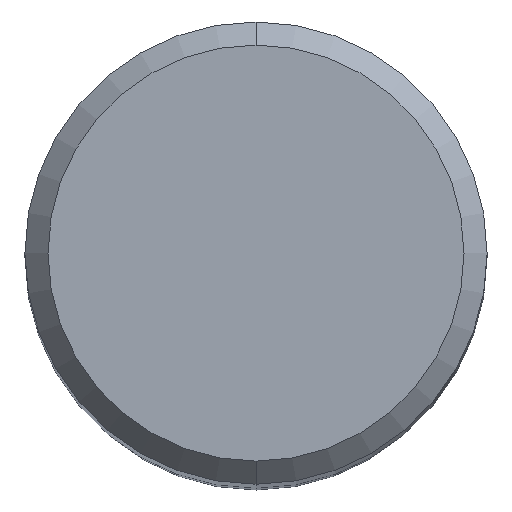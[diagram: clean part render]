
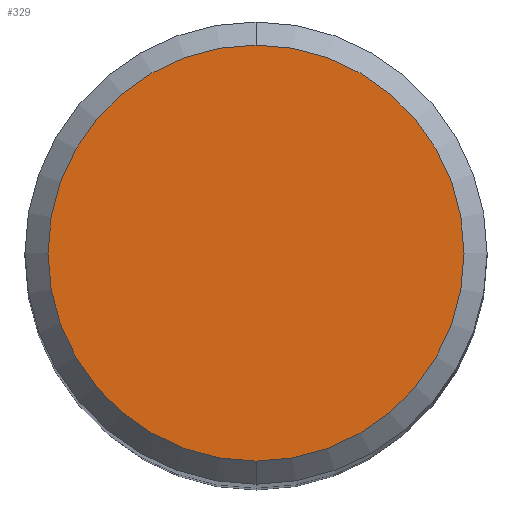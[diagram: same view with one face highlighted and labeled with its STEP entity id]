
A CAD part, top view. The second image highlights one B-rep face of the part: STEP entity #329.
In plain terms, the highlighted planar face has unit normal (0, 0, 1).
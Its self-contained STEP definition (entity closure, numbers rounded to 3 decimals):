
#173=EDGE_CURVE('',#323,#331,#464,.T.);
#177=EDGE_CURVE('',#331,#323,#468,.T.);
#323=VERTEX_POINT('',#629);
#329=ADVANCED_FACE('',(#635),#636,.T.);
#331=VERTEX_POINT('',#638);
#464=CIRCLE('',#783,3.6);
#468=CIRCLE('',#789,3.6);
#629=CARTESIAN_POINT('',(0.0,3.6,0.));
#635=FACE_OUTER_BOUND('',#1160,.T.);
#636=PLANE('',#1161);
#638=CARTESIAN_POINT('',(0.,-3.6,0.));
#783=AXIS2_PLACEMENT_3D('',#1394,#1395,#1396);
#789=AXIS2_PLACEMENT_3D('',#1400,#1401,#1402);
#1160=EDGE_LOOP('',(#1591,#1592));
#1161=AXIS2_PLACEMENT_3D('',#1593,#1594,#1595);
#1394=CARTESIAN_POINT('',(0.0,0.0,0.));
#1395=DIRECTION('',(0.0,0.0,-1.0));
#1396=DIRECTION('',(0.0,1.0,0.0));
#1400=CARTESIAN_POINT('',(0.0,0.0,0.));
#1401=DIRECTION('',(0.0,0.0,-1.0));
#1402=DIRECTION('',(0.0,1.0,0.0));
#1591=ORIENTED_EDGE('',*,*,#173,.F.);
#1592=ORIENTED_EDGE('',*,*,#177,.F.);
#1593=CARTESIAN_POINT('',(0.0,1.8,0.));
#1594=DIRECTION('',(-0.0,0.0,1.0));
#1595=DIRECTION('',(0.0,-1.0,0.0));
